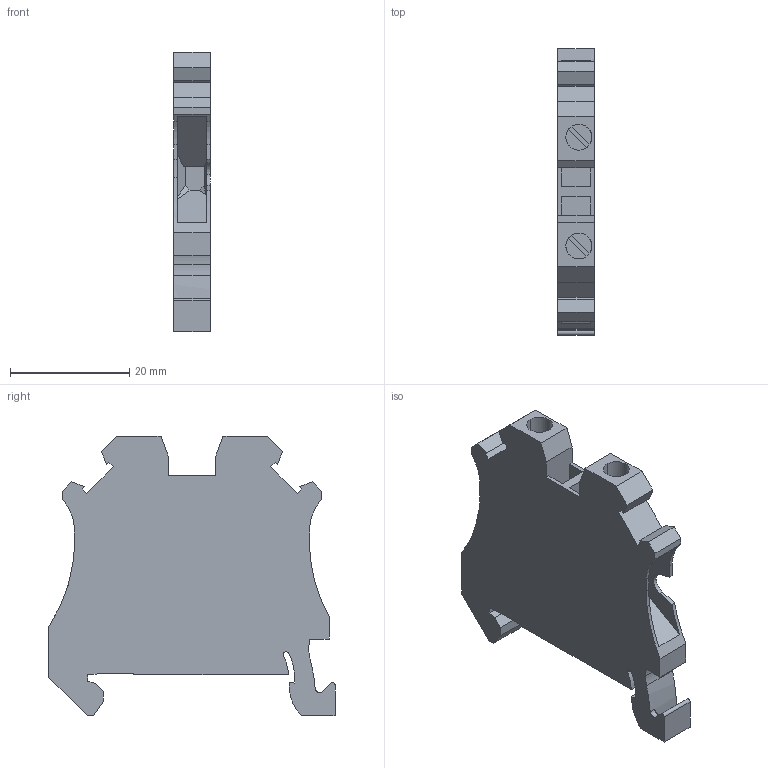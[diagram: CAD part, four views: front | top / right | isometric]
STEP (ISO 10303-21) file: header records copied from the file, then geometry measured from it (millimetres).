
FILE_DESCRIPTION(('STEP AP214'),'1');
FILE_NAME('cctmp_9B65F4DB-962D-416A-9DE7-DEFAC3F6AB0B_2023_07_24_09_26_29_0117..stp','2023-07-24T07:26:29',('SIEMENS A&D'),('CADClick - www.CADClick.com'),'Spatial InterOp 3D postprocessed',' ','unknown authorization');
FILE_SCHEMA(('AUTOMOTIVE_DESIGN'));
Length unit declared in the file: millimetre
Products named in the file (1): 2023_07_24_09_26_29_0109
Bounding box: 6.15 x 48 x 46.85 mm (x, y, z)
Volume: 8340.4 mm3; surface area: 5756.5 mm2
Topology: 1 solids, 1 shells, 142 faces, 409 edges, 271 vertices
Faces by surface type: plane 112, cylinder 30
Entity records: 5082 total; most frequent: CARTESIAN_POINT 823, ORIENTED_EDGE 818, DIRECTION 769, EDGE_CURVE 409, LINE 335, VECTOR 335, VERTEX_POINT 271, AXIS2_PLACEMENT_3D 217
